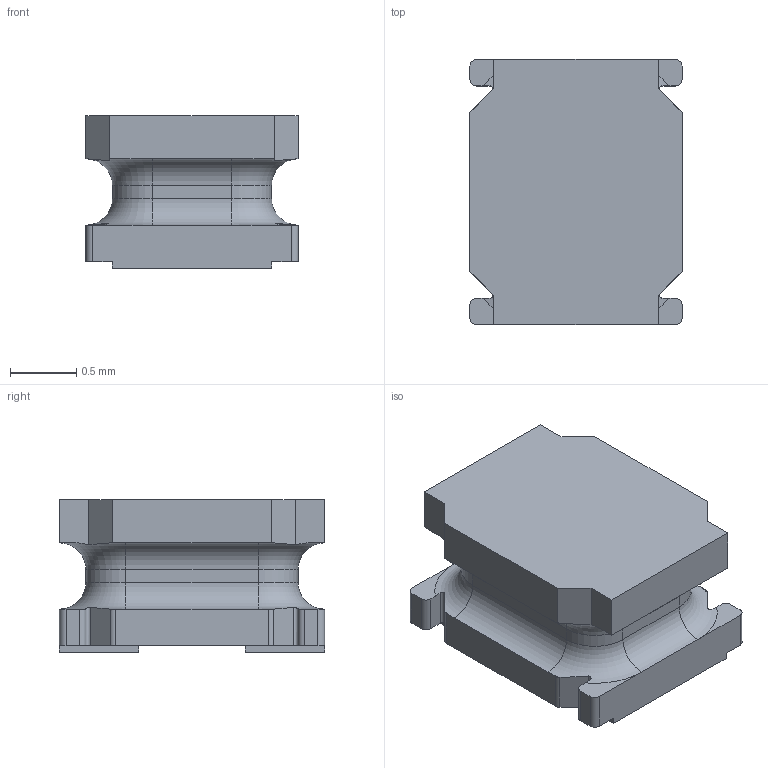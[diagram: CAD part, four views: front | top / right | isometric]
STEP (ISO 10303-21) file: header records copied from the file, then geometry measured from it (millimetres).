
FILE_DESCRIPTION((''),'2;1');
FILE_NAME('TYA201610','2022-02-25T',('Jonson.Xu'),('LAIRD TECHNOLOGIES CO., INC.'),'PRO/ENGINEER BY PARAMETRIC TECHNOLOGY CORPORATION, 2010280','PRO/ENGINEER BY PARAMETRIC TECHNOLOGY CORPORATION, 2010280','');
FILE_SCHEMA(('AUTOMOTIVE_DESIGN_CC2 { 1 2 10303 214 -1 1 5 2 }'));
Length unit declared in the file: millimetre
Products named in the file (1): TYA201610
Bounding box: 1.6 x 2 x 1.15 mm (x, y, z)
Volume: 2.9 mm3; surface area: 15 mm2
Topology: 1 solids, 1 shells, 94 faces, 244 edges, 152 vertices
Faces by surface type: plane 58, cylinder 28, torus 8
Entity records: 3030 total; most frequent: CARTESIAN_POINT 656, ORIENTED_EDGE 488, DIRECTION 476, EDGE_CURVE 244, AXIS2_PLACEMENT_3D 162, VECTOR 152, LINE 152, VERTEX_POINT 152
